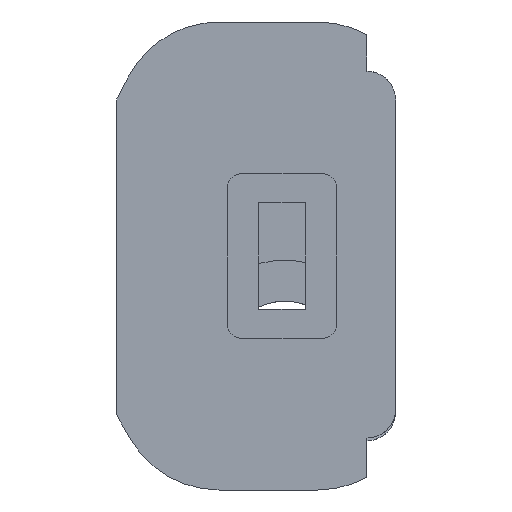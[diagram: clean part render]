
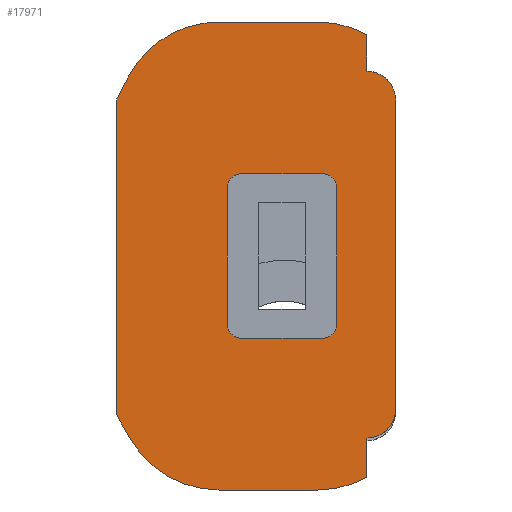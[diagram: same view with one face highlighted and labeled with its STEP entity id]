
A CAD part, left-side view. The second image highlights one B-rep face of the part: STEP entity #17971.
In plain terms, the highlighted planar face has unit normal (-1, 0, 0).
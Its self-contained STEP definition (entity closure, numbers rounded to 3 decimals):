
#2173=FACE_BOUND('',#3583,.T.);
#2304=PLANE('',#19067);
#2576=FACE_OUTER_BOUND('',#3582,.T.);
#3582=EDGE_LOOP('',(#12757,#12758,#12759,#12760,#12761,#12762,#12763,#12764,
#12765,#12766,#12767,#12768,#12769,#12770));
#3583=EDGE_LOOP('',(#12771,#12772,#12773,#12774,#12775,#12776,#12777,#12778));
#4719=LINE('',#22226,#6038);
#4722=LINE('',#22234,#6041);
#4761=LINE('',#22332,#6080);
#4781=LINE('',#22409,#6100);
#4784=LINE('',#22418,#6103);
#4787=LINE('',#22422,#6106);
#4788=LINE('',#22424,#6107);
#4789=LINE('',#22426,#6108);
#4790=LINE('',#22427,#6109);
#4791=LINE('',#22430,#6110);
#4792=LINE('',#22432,#6111);
#4793=LINE('',#22436,#6112);
#6038=VECTOR('',#19815,10.);
#6041=VECTOR('',#19824,10.);
#6080=VECTOR('',#19921,10.);
#6100=VECTOR('',#19997,10.);
#6103=VECTOR('',#20006,10.);
#6106=VECTOR('',#20011,10.);
#6107=VECTOR('',#20014,10.);
#6108=VECTOR('',#20017,10.);
#6109=VECTOR('',#20018,10.);
#6110=VECTOR('',#20021,10.);
#6111=VECTOR('',#20022,10.);
#6112=VECTOR('',#20025,10.);
#7210=CIRCLE('',#19000,1.);
#7211=CIRCLE('',#19003,1.);
#7215=CIRCLE('',#19032,2.1);
#7231=CIRCLE('',#19056,7.5);
#7232=CIRCLE('',#19058,7.5);
#7233=CIRCLE('',#19060,7.5);
#7234=CIRCLE('',#19063,7.5);
#7235=CIRCLE('',#19068,2.1);
#7236=CIRCLE('',#19069,1.);
#7237=CIRCLE('',#19070,1.);
#7512=VERTEX_POINT('',#22218);
#7513=VERTEX_POINT('',#22220);
#7514=VERTEX_POINT('',#22224);
#7515=VERTEX_POINT('',#22228);
#7516=VERTEX_POINT('',#22232);
#7544=VERTEX_POINT('',#22324);
#7545=VERTEX_POINT('',#22326);
#7546=VERTEX_POINT('',#22330);
#7569=VERTEX_POINT('',#22389);
#7570=VERTEX_POINT('',#22391);
#7571=VERTEX_POINT('',#22395);
#7572=VERTEX_POINT('',#22397);
#7573=VERTEX_POINT('',#22401);
#7574=VERTEX_POINT('',#22403);
#7575=VERTEX_POINT('',#22407);
#7576=VERTEX_POINT('',#22411);
#7577=VERTEX_POINT('',#22413);
#7578=VERTEX_POINT('',#22417);
#7579=VERTEX_POINT('',#22428);
#7580=VERTEX_POINT('',#22431);
#7581=VERTEX_POINT('',#22433);
#7582=VERTEX_POINT('',#22435);
#9501=EDGE_CURVE('',#7513,#7512,#7210,.T.);
#9504=EDGE_CURVE('',#7512,#7514,#4719,.T.);
#9506=EDGE_CURVE('',#7514,#7515,#7211,.T.);
#9508=EDGE_CURVE('',#7515,#7516,#4722,.T.);
#9554=EDGE_CURVE('',#7544,#7545,#7215,.T.);
#9557=EDGE_CURVE('',#7544,#7546,#4761,.T.);
#9587=EDGE_CURVE('',#7569,#7570,#7231,.T.);
#9589=EDGE_CURVE('',#7572,#7571,#7232,.T.);
#9592=EDGE_CURVE('',#7574,#7573,#7233,.T.);
#9595=EDGE_CURVE('',#7573,#7575,#4781,.T.);
#9597=EDGE_CURVE('',#7577,#7576,#7234,.T.);
#9599=EDGE_CURVE('',#7578,#7577,#4784,.T.);
#9602=EDGE_CURVE('',#7571,#7545,#4787,.T.);
#9603=EDGE_CURVE('',#7570,#7574,#4788,.T.);
#9604=EDGE_CURVE('',#7578,#7575,#4789,.T.);
#9605=EDGE_CURVE('',#7572,#7576,#4790,.T.);
#9606=EDGE_CURVE('',#7579,#7546,#7235,.T.);
#9607=EDGE_CURVE('',#7579,#7569,#4791,.T.);
#9608=EDGE_CURVE('',#7580,#7513,#4792,.T.);
#9609=EDGE_CURVE('',#7516,#7581,#7236,.T.);
#9610=EDGE_CURVE('',#7581,#7582,#4793,.T.);
#9611=EDGE_CURVE('',#7582,#7580,#7237,.T.);
#12757=ORIENTED_EDGE('',*,*,#9587,.T.);
#12758=ORIENTED_EDGE('',*,*,#9603,.T.);
#12759=ORIENTED_EDGE('',*,*,#9592,.T.);
#12760=ORIENTED_EDGE('',*,*,#9595,.T.);
#12761=ORIENTED_EDGE('',*,*,#9604,.F.);
#12762=ORIENTED_EDGE('',*,*,#9599,.T.);
#12763=ORIENTED_EDGE('',*,*,#9597,.T.);
#12764=ORIENTED_EDGE('',*,*,#9605,.F.);
#12765=ORIENTED_EDGE('',*,*,#9589,.T.);
#12766=ORIENTED_EDGE('',*,*,#9602,.T.);
#12767=ORIENTED_EDGE('',*,*,#9554,.F.);
#12768=ORIENTED_EDGE('',*,*,#9557,.T.);
#12769=ORIENTED_EDGE('',*,*,#9606,.F.);
#12770=ORIENTED_EDGE('',*,*,#9607,.T.);
#12771=ORIENTED_EDGE('',*,*,#9608,.T.);
#12772=ORIENTED_EDGE('',*,*,#9501,.T.);
#12773=ORIENTED_EDGE('',*,*,#9504,.T.);
#12774=ORIENTED_EDGE('',*,*,#9506,.T.);
#12775=ORIENTED_EDGE('',*,*,#9508,.T.);
#12776=ORIENTED_EDGE('',*,*,#9609,.T.);
#12777=ORIENTED_EDGE('',*,*,#9610,.T.);
#12778=ORIENTED_EDGE('',*,*,#9611,.T.);
#17971=ADVANCED_FACE('',(#2576,#2173),#2304,.T.);
#19000=AXIS2_PLACEMENT_3D('',#22221,#19809,#19810);
#19003=AXIS2_PLACEMENT_3D('',#22230,#19819,#19820);
#19032=AXIS2_PLACEMENT_3D('',#22327,#19915,#19916);
#19056=AXIS2_PLACEMENT_3D('',#22393,#19980,#19981);
#19058=AXIS2_PLACEMENT_3D('',#22398,#19985,#19986);
#19060=AXIS2_PLACEMENT_3D('',#22404,#19991,#19992);
#19063=AXIS2_PLACEMENT_3D('',#22414,#20001,#20002);
#19067=AXIS2_PLACEMENT_3D('',#22425,#20015,#20016);
#19068=AXIS2_PLACEMENT_3D('',#22429,#20019,#20020);
#19069=AXIS2_PLACEMENT_3D('',#22434,#20023,#20024);
#19070=AXIS2_PLACEMENT_3D('',#22437,#20026,#20027);
#19809=DIRECTION('center_axis',(1.,0.,0.));
#19810=DIRECTION('ref_axis',(0.,0.,-1.));
#19815=DIRECTION('',(0.,1.,0.));
#19819=DIRECTION('center_axis',(1.,0.,0.));
#19820=DIRECTION('ref_axis',(0.,1.,0.));
#19824=DIRECTION('',(0.,0.,1.));
#19915=DIRECTION('center_axis',(1.,0.,0.));
#19916=DIRECTION('ref_axis',(0.,-0.707,-0.707));
#19921=DIRECTION('',(0.,0.,1.));
#19980=DIRECTION('center_axis',(-1.,0.,0.));
#19981=DIRECTION('ref_axis',(0.,-1.,0.));
#19985=DIRECTION('center_axis',(-1.,0.,0.));
#19986=DIRECTION('ref_axis',(0.,0.,-1.));
#19991=DIRECTION('center_axis',(-1.,0.,0.));
#19992=DIRECTION('ref_axis',(0.,0.,1.));
#19997=DIRECTION('',(0.,0.454,-0.891));
#20001=DIRECTION('center_axis',(-1.,0.,0.));
#20002=DIRECTION('ref_axis',(0.,1.,0.));
#20006=DIRECTION('',(0.,-0.498,-0.867));
#20011=DIRECTION('',(0.,0.,1.));
#20014=DIRECTION('',(0.,1.,0.));
#20015=DIRECTION('center_axis',(-1.,0.,0.));
#20016=DIRECTION('ref_axis',(0.,0.,1.));
#20017=DIRECTION('',(0.,0.,1.));
#20018=DIRECTION('',(0.,1.,0.));
#20019=DIRECTION('center_axis',(1.,0.,0.));
#20020=DIRECTION('ref_axis',(0.,-0.707,0.707));
#20021=DIRECTION('',(0.,0.,1.));
#20022=DIRECTION('',(0.,0.,-1.));
#20023=DIRECTION('center_axis',(1.,0.,0.));
#20024=DIRECTION('ref_axis',(0.,0.,1.));
#20025=DIRECTION('',(0.,-1.,0.));
#20026=DIRECTION('center_axis',(1.,0.,0.));
#20027=DIRECTION('ref_axis',(0.,-1.,0.));
#22218=CARTESIAN_POINT('',(-3.1,5.3,-6.));
#22220=CARTESIAN_POINT('',(-3.1,4.3,-5.));
#22221=CARTESIAN_POINT('Origin',(-3.1,5.3,-5.));
#22224=CARTESIAN_POINT('',(-3.1,11.3,-6.));
#22226=CARTESIAN_POINT('',(-3.1,2.65,-6.));
#22228=CARTESIAN_POINT('',(-3.1,12.3,-5.));
#22230=CARTESIAN_POINT('Origin',(-3.1,11.3,-5.));
#22232=CARTESIAN_POINT('',(-3.1,12.3,5.));
#22234=CARTESIAN_POINT('',(-3.1,12.3,-11.05));
#22324=CARTESIAN_POINT('',(-3.1,0.,-11.2));
#22326=CARTESIAN_POINT('',(-3.1,2.1,-13.3));
#22327=CARTESIAN_POINT('Origin',(-3.1,2.1,-11.2));
#22330=CARTESIAN_POINT('',(-3.1,0.,11.4));
#22332=CARTESIAN_POINT('',(-3.1,0.,-17.1));
#22389=CARTESIAN_POINT('',(-3.1,2.1,16.18));
#22391=CARTESIAN_POINT('',(-3.1,5.7,17.1));
#22393=CARTESIAN_POINT('Origin',(-3.1,5.7,9.6));
#22395=CARTESIAN_POINT('',(-3.1,2.1,-16.18));
#22397=CARTESIAN_POINT('',(-3.1,5.7,-17.1));
#22398=CARTESIAN_POINT('Origin',(-3.1,5.7,-9.6));
#22401=CARTESIAN_POINT('',(-3.1,19.583,13.004));
#22403=CARTESIAN_POINT('',(-3.1,12.9,17.1));
#22404=CARTESIAN_POINT('Origin',(-3.1,12.9,9.6));
#22407=CARTESIAN_POINT('',(-3.1,20.4,11.4));
#22409=CARTESIAN_POINT('',(-3.1,23.653,5.012));
#22411=CARTESIAN_POINT('',(-3.1,12.9,-17.1));
#22413=CARTESIAN_POINT('',(-3.1,19.404,-13.334));
#22414=CARTESIAN_POINT('Origin',(-3.1,12.9,-9.6));
#22417=CARTESIAN_POINT('',(-3.1,20.4,-11.6));
#22418=CARTESIAN_POINT('',(-3.1,16.684,-18.073));
#22422=CARTESIAN_POINT('',(-3.1,2.1,-16.575));
#22424=CARTESIAN_POINT('',(-3.1,0.,17.1));
#22425=CARTESIAN_POINT('Origin',(-3.1,0.,-17.1));
#22426=CARTESIAN_POINT('',(-3.1,20.4,-8.55));
#22427=CARTESIAN_POINT('',(-3.1,18.6,-17.1));
#22428=CARTESIAN_POINT('',(-3.1,2.1,13.5));
#22429=CARTESIAN_POINT('Origin',(-3.1,2.1,11.4));
#22430=CARTESIAN_POINT('',(-3.1,2.1,-0.525));
#22431=CARTESIAN_POINT('',(-3.1,4.3,5.));
#22432=CARTESIAN_POINT('',(-3.1,4.3,-6.05));
#22433=CARTESIAN_POINT('',(-3.1,11.3,6.));
#22434=CARTESIAN_POINT('Origin',(-3.1,11.3,5.));
#22435=CARTESIAN_POINT('',(-3.1,5.3,6.));
#22436=CARTESIAN_POINT('',(-3.1,5.65,6.));
#22437=CARTESIAN_POINT('Origin',(-3.1,5.3,5.));
